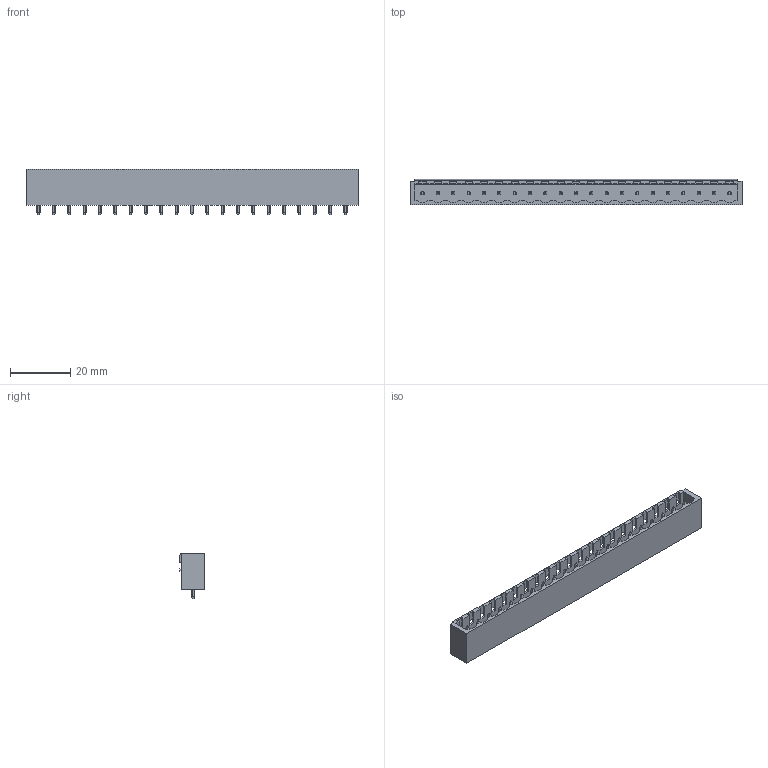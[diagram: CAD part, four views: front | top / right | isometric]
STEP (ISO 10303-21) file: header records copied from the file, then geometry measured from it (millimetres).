
FILE_DESCRIPTION(('CATIA V5 STEP Exchange','CAx-IF Rec.Pracs.--- Model Styling and Organization---1.2---2011-12-15'),'2;1');
FILE_NAME ('D1449026_0', '2018-10-26T05:17:48+00:00', ('none'), ('Weidmueller'), 'CATIA Version 5-6 Release 2014', 'CATIA V5 STEP AP214', 'none');
FILE_SCHEMA(('AUTOMOTIVE_DESIGN { 1 0 10303 214 1 1 1 1 }'));
Length unit declared in the file: millimetre
Products named in the file (1): 1147180000
Bounding box: 109.88 x 8.43 x 15.2 mm (x, y, z)
Volume: 5155.1 mm3; surface area: 8138.2 mm2
Topology: 22 solids, 22 shells, 779 faces, 2343 edges, 1568 vertices
Faces by surface type: plane 588, cylinder 191
Entity records: 24395 total; most frequent: CARTESIAN_POINT 5521, ORIENTED_EDGE 4686, DIRECTION 2705, EDGE_CURVE 2343, VECTOR 1625, LINE 1625, VERTEX_POINT 1568, EDGE_LOOP 823
